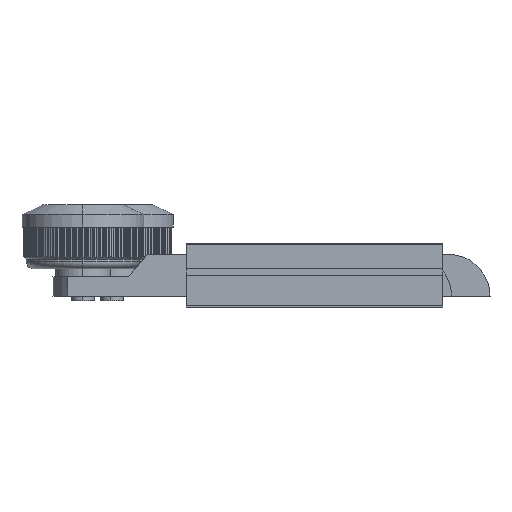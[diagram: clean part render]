
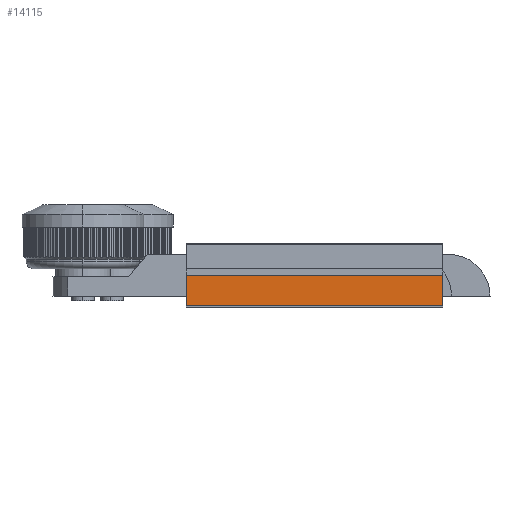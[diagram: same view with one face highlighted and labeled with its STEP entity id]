
A CAD part, left-side view. The second image highlights one B-rep face of the part: STEP entity #14115.
In plain terms, the highlighted planar face has unit normal (-1, 0, 0).
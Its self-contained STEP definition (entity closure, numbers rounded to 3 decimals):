
#817 = LINE ( 'NONE', #27825, #12604 ) ;
#1058 = VERTEX_POINT ( 'NONE', #4366 ) ;
#3402 = LINE ( 'NONE', #12533, #26292 ) ;
#3434 = DIRECTION ( 'NONE',  ( 0., 0., -1. ) ) ;
#3670 = VECTOR ( 'NONE', #25817, 1000. ) ;
#3695 = AXIS2_PLACEMENT_3D ( 'NONE', #15330, #27090, #13409 ) ;
#4366 = CARTESIAN_POINT ( 'NONE',  ( -14.5, -19.108, -23. ) ) ;
#4658 = CARTESIAN_POINT ( 'NONE',  ( -14.5, -99.108, -32.5 ) ) ;
#5715 = VERTEX_POINT ( 'NONE', #10502 ) ;
#6841 = VERTEX_POINT ( 'NONE', #11640 ) ;
#7528 = FACE_OUTER_BOUND ( 'NONE', #27229, .T. ) ;
#9749 = CARTESIAN_POINT ( 'NONE',  ( -14.5, -19.108, -23. ) ) ;
#10502 = CARTESIAN_POINT ( 'NONE',  ( -14.5, -99.108, -23. ) ) ;
#10685 = VERTEX_POINT ( 'NONE', #21026 ) ;
#11640 = CARTESIAN_POINT ( 'NONE',  ( -14.5, -19.108, -32.5 ) ) ;
#12533 = CARTESIAN_POINT ( 'NONE',  ( -14.5, -99.108, -23. ) ) ;
#12604 = VECTOR ( 'NONE', #18464, 1000. ) ;
#12793 = ORIENTED_EDGE ( 'NONE', *, *, #20687, .T. ) ;
#13409 = DIRECTION ( 'NONE',  ( 0., 0., -1. ) ) ;
#14115 = ADVANCED_FACE ( 'NONE', ( #7528 ), #15712, .T. ) ;
#15330 = CARTESIAN_POINT ( 'NONE',  ( -14.5, -99.108, -23. ) ) ;
#15712 = PLANE ( 'NONE',  #3695 ) ;
#16846 = EDGE_CURVE ( 'NONE', #6841, #10685, #20241, .T. ) ;
#18464 = DIRECTION ( 'NONE',  ( 0., 1., 0. ) ) ;
#18808 = VECTOR ( 'NONE', #26150, 1000. ) ;
#19237 = EDGE_CURVE ( 'NONE', #5715, #1058, #817, .T. ) ;
#20241 = LINE ( 'NONE', #4658, #18808 ) ;
#20687 = EDGE_CURVE ( 'NONE', #1058, #6841, #23661, .T. ) ;
#21026 = CARTESIAN_POINT ( 'NONE',  ( -14.5, -99.108, -32.5 ) ) ;
#22301 = EDGE_CURVE ( 'NONE', #5715, #10685, #3402, .T. ) ;
#23661 = LINE ( 'NONE', #9749, #3670 ) ;
#25151 = ORIENTED_EDGE ( 'NONE', *, *, #22301, .F. ) ;
#25817 = DIRECTION ( 'NONE',  ( 0., 0., -1. ) ) ;
#25834 = ORIENTED_EDGE ( 'NONE', *, *, #16846, .T. ) ;
#26150 = DIRECTION ( 'NONE',  ( 0., -1., 0. ) ) ;
#26210 = ORIENTED_EDGE ( 'NONE', *, *, #19237, .T. ) ;
#26292 = VECTOR ( 'NONE', #3434, 1000. ) ;
#27090 = DIRECTION ( 'NONE',  ( -1., 0., 0. ) ) ;
#27229 = EDGE_LOOP ( 'NONE', ( #25151, #26210, #12793, #25834 ) ) ;
#27825 = CARTESIAN_POINT ( 'NONE',  ( -14.5, -99.108, -23. ) ) ;
